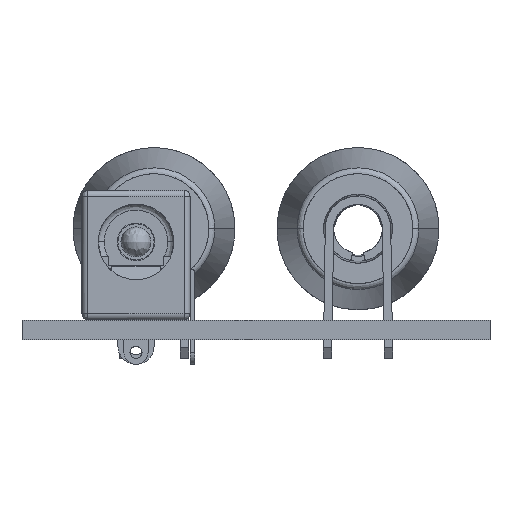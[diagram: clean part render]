
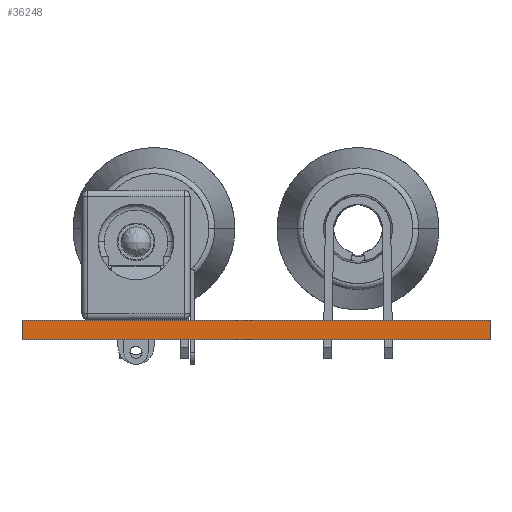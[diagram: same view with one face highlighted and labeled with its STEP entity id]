
A CAD part, left-side view. The second image highlights one B-rep face of the part: STEP entity #36248.
In plain terms, the highlighted planar face has unit normal (-1, 0, 0).
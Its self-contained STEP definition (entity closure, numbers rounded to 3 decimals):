
#36248 = ADVANCED_FACE('',(#36249),#36263,.T.);
#36249 = FACE_BOUND('',#36250,.T.);
#36250 = EDGE_LOOP('',(#36251,#36286,#36314,#36342));
#36251 = ORIENTED_EDGE('',*,*,#36252,.T.);
#36252 = EDGE_CURVE('',#36253,#36255,#36257,.T.);
#36253 = VERTEX_POINT('',#36254);
#36254 = CARTESIAN_POINT('',(75.,-124.,0.));
#36255 = VERTEX_POINT('',#36256);
#36256 = CARTESIAN_POINT('',(75.,-124.,1.6));
#36257 = SURFACE_CURVE('',#36258,(#36262,#36274),.PCURVE_S1.);
#36258 = LINE('',#36259,#36260);
#36259 = CARTESIAN_POINT('',(75.,-124.,0.));
#36260 = VECTOR('',#36261,1.);
#36261 = DIRECTION('',(0.,0.,1.));
#36262 = PCURVE('',#36263,#36268);
#36263 = PLANE('',#36264);
#36264 = AXIS2_PLACEMENT_3D('',#36265,#36266,#36267);
#36265 = CARTESIAN_POINT('',(75.,-124.,0.));
#36266 = DIRECTION('',(-1.,0.,0.));
#36267 = DIRECTION('',(0.,1.,0.));
#36268 = DEFINITIONAL_REPRESENTATION('',(#36269),#36273);
#36269 = LINE('',#36270,#36271);
#36270 = CARTESIAN_POINT('',(0.,0.));
#36271 = VECTOR('',#36272,1.);
#36272 = DIRECTION('',(0.,-1.));
#36273 = ( GEOMETRIC_REPRESENTATION_CONTEXT(2) 
PARAMETRIC_REPRESENTATION_CONTEXT() REPRESENTATION_CONTEXT('2D SPACE',''
  ) );
#36274 = PCURVE('',#36275,#36280);
#36275 = PLANE('',#36276);
#36276 = AXIS2_PLACEMENT_3D('',#36277,#36278,#36279);
#36277 = CARTESIAN_POINT('',(135.,-124.,0.));
#36278 = DIRECTION('',(0.,-1.,0.));
#36279 = DIRECTION('',(-1.,0.,0.));
#36280 = DEFINITIONAL_REPRESENTATION('',(#36281),#36285);
#36281 = LINE('',#36282,#36283);
#36282 = CARTESIAN_POINT('',(60.,0.));
#36283 = VECTOR('',#36284,1.);
#36284 = DIRECTION('',(0.,-1.));
#36285 = ( GEOMETRIC_REPRESENTATION_CONTEXT(2) 
PARAMETRIC_REPRESENTATION_CONTEXT() REPRESENTATION_CONTEXT('2D SPACE',''
  ) );
#36286 = ORIENTED_EDGE('',*,*,#36287,.T.);
#36287 = EDGE_CURVE('',#36255,#36288,#36290,.T.);
#36288 = VERTEX_POINT('',#36289);
#36289 = CARTESIAN_POINT('',(75.,-85.,1.6));
#36290 = SURFACE_CURVE('',#36291,(#36295,#36302),.PCURVE_S1.);
#36291 = LINE('',#36292,#36293);
#36292 = CARTESIAN_POINT('',(75.,-124.,1.6));
#36293 = VECTOR('',#36294,1.);
#36294 = DIRECTION('',(0.,1.,0.));
#36295 = PCURVE('',#36263,#36296);
#36296 = DEFINITIONAL_REPRESENTATION('',(#36297),#36301);
#36297 = LINE('',#36298,#36299);
#36298 = CARTESIAN_POINT('',(0.,-1.6));
#36299 = VECTOR('',#36300,1.);
#36300 = DIRECTION('',(1.,0.));
#36301 = ( GEOMETRIC_REPRESENTATION_CONTEXT(2) 
PARAMETRIC_REPRESENTATION_CONTEXT() REPRESENTATION_CONTEXT('2D SPACE',''
  ) );
#36302 = PCURVE('',#36303,#36308);
#36303 = PLANE('',#36304);
#36304 = AXIS2_PLACEMENT_3D('',#36305,#36306,#36307);
#36305 = CARTESIAN_POINT('',(105.,-104.5,1.6));
#36306 = DIRECTION('',(-0.,-0.,-1.));
#36307 = DIRECTION('',(-1.,0.,0.));
#36308 = DEFINITIONAL_REPRESENTATION('',(#36309),#36313);
#36309 = LINE('',#36310,#36311);
#36310 = CARTESIAN_POINT('',(30.,-19.5));
#36311 = VECTOR('',#36312,1.);
#36312 = DIRECTION('',(0.,1.));
#36313 = ( GEOMETRIC_REPRESENTATION_CONTEXT(2) 
PARAMETRIC_REPRESENTATION_CONTEXT() REPRESENTATION_CONTEXT('2D SPACE',''
  ) );
#36314 = ORIENTED_EDGE('',*,*,#36315,.F.);
#36315 = EDGE_CURVE('',#36316,#36288,#36318,.T.);
#36316 = VERTEX_POINT('',#36317);
#36317 = CARTESIAN_POINT('',(75.,-85.,0.));
#36318 = SURFACE_CURVE('',#36319,(#36323,#36330),.PCURVE_S1.);
#36319 = LINE('',#36320,#36321);
#36320 = CARTESIAN_POINT('',(75.,-85.,0.));
#36321 = VECTOR('',#36322,1.);
#36322 = DIRECTION('',(0.,0.,1.));
#36323 = PCURVE('',#36263,#36324);
#36324 = DEFINITIONAL_REPRESENTATION('',(#36325),#36329);
#36325 = LINE('',#36326,#36327);
#36326 = CARTESIAN_POINT('',(39.,0.));
#36327 = VECTOR('',#36328,1.);
#36328 = DIRECTION('',(0.,-1.));
#36329 = ( GEOMETRIC_REPRESENTATION_CONTEXT(2) 
PARAMETRIC_REPRESENTATION_CONTEXT() REPRESENTATION_CONTEXT('2D SPACE',''
  ) );
#36330 = PCURVE('',#36331,#36336);
#36331 = PLANE('',#36332);
#36332 = AXIS2_PLACEMENT_3D('',#36333,#36334,#36335);
#36333 = CARTESIAN_POINT('',(75.,-85.,0.));
#36334 = DIRECTION('',(0.,1.,0.));
#36335 = DIRECTION('',(1.,0.,0.));
#36336 = DEFINITIONAL_REPRESENTATION('',(#36337),#36341);
#36337 = LINE('',#36338,#36339);
#36338 = CARTESIAN_POINT('',(0.,0.));
#36339 = VECTOR('',#36340,1.);
#36340 = DIRECTION('',(0.,-1.));
#36341 = ( GEOMETRIC_REPRESENTATION_CONTEXT(2) 
PARAMETRIC_REPRESENTATION_CONTEXT() REPRESENTATION_CONTEXT('2D SPACE',''
  ) );
#36342 = ORIENTED_EDGE('',*,*,#36343,.F.);
#36343 = EDGE_CURVE('',#36253,#36316,#36344,.T.);
#36344 = SURFACE_CURVE('',#36345,(#36349,#36356),.PCURVE_S1.);
#36345 = LINE('',#36346,#36347);
#36346 = CARTESIAN_POINT('',(75.,-124.,0.));
#36347 = VECTOR('',#36348,1.);
#36348 = DIRECTION('',(0.,1.,0.));
#36349 = PCURVE('',#36263,#36350);
#36350 = DEFINITIONAL_REPRESENTATION('',(#36351),#36355);
#36351 = LINE('',#36352,#36353);
#36352 = CARTESIAN_POINT('',(0.,0.));
#36353 = VECTOR('',#36354,1.);
#36354 = DIRECTION('',(1.,0.));
#36355 = ( GEOMETRIC_REPRESENTATION_CONTEXT(2) 
PARAMETRIC_REPRESENTATION_CONTEXT() REPRESENTATION_CONTEXT('2D SPACE',''
  ) );
#36356 = PCURVE('',#36357,#36362);
#36357 = PLANE('',#36358);
#36358 = AXIS2_PLACEMENT_3D('',#36359,#36360,#36361);
#36359 = CARTESIAN_POINT('',(105.,-104.5,0.));
#36360 = DIRECTION('',(-0.,-0.,-1.));
#36361 = DIRECTION('',(-1.,0.,0.));
#36362 = DEFINITIONAL_REPRESENTATION('',(#36363),#36367);
#36363 = LINE('',#36364,#36365);
#36364 = CARTESIAN_POINT('',(30.,-19.5));
#36365 = VECTOR('',#36366,1.);
#36366 = DIRECTION('',(0.,1.));
#36367 = ( GEOMETRIC_REPRESENTATION_CONTEXT(2) 
PARAMETRIC_REPRESENTATION_CONTEXT() REPRESENTATION_CONTEXT('2D SPACE',''
  ) );
